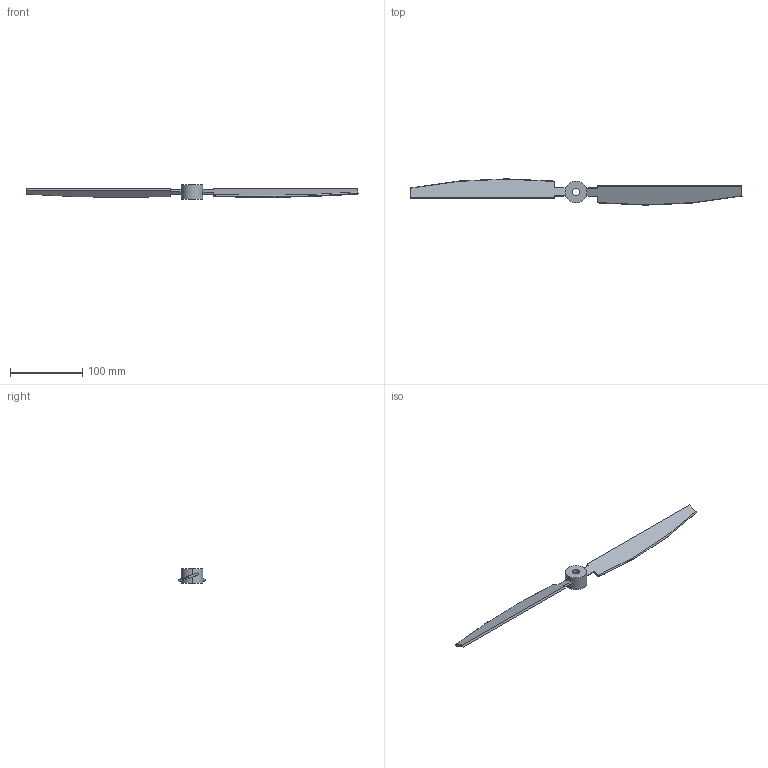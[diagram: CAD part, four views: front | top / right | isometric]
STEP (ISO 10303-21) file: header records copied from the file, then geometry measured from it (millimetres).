
FILE_DESCRIPTION(('CATIA V5 STEP Exchange'),'2;1');
FILE_NAME('Propeller.stp','2025-03-17T14:40:19+00:00',('none'),('none'),'CATIA Version 5 Release 20 GA (IN-10)','CATIA V5 STEP AP203','none');
FILE_SCHEMA(('CONFIG_CONTROL_DESIGN'));
Length unit declared in the file: millimetre
Products named in the file (1): Propeller
Bounding box: 460 x 36.54 x 20 mm (x, y, z)
Volume: 43317.4 mm3; surface area: 26701.7 mm2
Topology: 1 solids, 1 shells, 26 faces, 72 edges, 48 vertices
Faces by surface type: plane 18, cylinder 4, torus 4
Entity records: 922 total; most frequent: CARTESIAN_POINT 260, ORIENTED_EDGE 144, DIRECTION 98, EDGE_CURVE 72, VERTEX_POINT 48, AXIS2_PLACEMENT_3D 38, VECTOR 38, LINE 38
